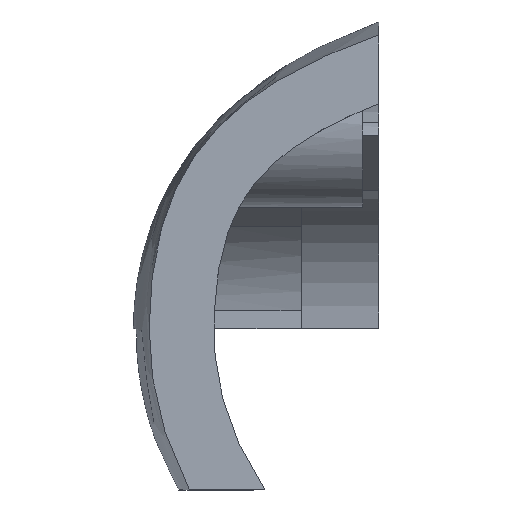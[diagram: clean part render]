
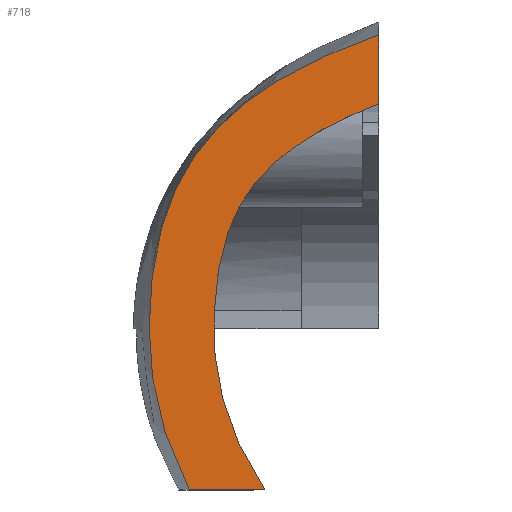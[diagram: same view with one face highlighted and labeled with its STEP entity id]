
A CAD part, top view. The second image highlights one B-rep face of the part: STEP entity #718.
In plain terms, the highlighted planar face has unit normal (0, 0, 1).
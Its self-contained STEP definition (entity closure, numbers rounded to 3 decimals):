
#59 = CARTESIAN_POINT ( 'NONE',  ( -1.26, -3.193, 119.8 ) ) ;
#108 = CARTESIAN_POINT ( 'NONE',  ( 12.7, 23.736, 119.8 ) ) ;
#145 = EDGE_CURVE ( 'NONE', #2825, #3727, #4874, .T. ) ;
#221 = CARTESIAN_POINT ( 'NONE',  ( 6.086, 10.3, 119.8 ) ) ;
#249 = CARTESIAN_POINT ( 'NONE',  ( 5.231, 9.415, 119.8 ) ) ;
#262 = ORIENTED_EDGE ( 'NONE', *, *, #3309, .F. ) ;
#283 = CARTESIAN_POINT ( 'NONE',  ( 3.161, -4.586, 119.8 ) ) ;
#340 = CARTESIAN_POINT ( 'NONE',  ( 2.925, -3.693, 119.8 ) ) ;
#419 = B_SPLINE_CURVE_WITH_KNOTS ( 'NONE', 3,
 ( #3413, #1305, #4638, #497, #2559, #59, #1734, #2168, #5071, #4255, #1331, #3007, #908, #2586, #4687, #2275, #5171, #1805, #2302, #2195, #1757, #3489, #3054, #4712, #959, #2638, #3518, #4390, #1040, #628, #3951, #1404, #5142, #3438, #3922, #1461 ),
 .UNSPECIFIED., .F., .F.,
 ( 4, 2, 2, 2, 2, 2, 2, 2, 2, 2, 2, 2, 2, 2, 2, 2, 2, 4 ),
 ( 0., 0.004, 0.007, 0.008, 0.009, 0.011, 0.013, 0.014, 0.015, 0.018, 0.02, 0.022, 0.024, 0.025, 0.026, 0.031, 0.033, 0.035 ),
 .UNSPECIFIED. ) ;
#497 = CARTESIAN_POINT ( 'NONE',  ( -0.893, -5.006, 119.8 ) ) ;
#574 = LINE ( 'NONE', #108, #4595 ) ;
#628 = CARTESIAN_POINT ( 'NONE',  ( 5.981, 15.291, 119.8 ) ) ;
#686 = CARTESIAN_POINT ( 'NONE',  ( 2.511, 1.148, 119.8 ) ) ;
#718 = ADVANCED_FACE ( 'NONE', ( #5328 ), #4522, .T. ) ;
#781 = CARTESIAN_POINT ( 'NONE',  ( 2.492, -0.074, 119.8 ) ) ;
#908 = CARTESIAN_POINT ( 'NONE',  ( -1.436, 2.338, 119.8 ) ) ;
#959 = CARTESIAN_POINT ( 'NONE',  ( 2.566, 12.456, 119.8 ) ) ;
#976 = ORIENTED_EDGE ( 'NONE', *, *, #145, .T. ) ;
#1040 = CARTESIAN_POINT ( 'NONE',  ( 4.498, 14.191, 119.8 ) ) ;
#1043 = CARTESIAN_POINT ( 'NONE',  ( 3.751, 7.105, 119.8 ) ) ;
#1071 = CARTESIAN_POINT ( 'NONE',  ( 7.264, 11.276, 119.8 ) ) ;
#1193 = CARTESIAN_POINT ( 'NONE',  ( 4.965, -8.784, 119.8 ) ) ;
#1305 = CARTESIAN_POINT ( 'NONE',  ( 0.285, -8.487, 119.8 ) ) ;
#1321 = ORIENTED_EDGE ( 'NONE', *, *, #2330, .T. ) ;
#1331 = CARTESIAN_POINT ( 'NONE',  ( -1.519, 0.129, 119.8 ) ) ;
#1404 = CARTESIAN_POINT ( 'NONE',  ( 9.255, 16.987, 119.8 ) ) ;
#1435 = CARTESIAN_POINT ( 'NONE',  ( 2.962, 4.783, 119.8 ) ) ;
#1446 = DIRECTION ( 'NONE',  ( 1., 0., 0. ) ) ;
#1461 = CARTESIAN_POINT ( 'NONE',  ( 12.7, 18.355, 119.8 ) ) ;
#1519 = CARTESIAN_POINT ( 'NONE',  ( 6.775, 10.906, 119.8 ) ) ;
#1580 = CARTESIAN_POINT ( 'NONE',  ( 3.437, -5.465, 119.8 ) ) ;
#1606 = CARTESIAN_POINT ( 'NONE',  ( 2.597, -1.894, 119.8 ) ) ;
#1612 = DIRECTION ( 'NONE',  ( 1., 0., 0. ) ) ;
#1734 = CARTESIAN_POINT ( 'NONE',  ( -1.316, -2.824, 119.8 ) ) ;
#1757 = CARTESIAN_POINT ( 'NONE',  ( 0.104, 8.784, 119.8 ) ) ;
#1805 = CARTESIAN_POINT ( 'NONE',  ( -0.863, 5.998, 119.8 ) ) ;
#1891 = CARTESIAN_POINT ( 'NONE',  ( 4.314, 8.187, 119.8 ) ) ;
#1918 = CARTESIAN_POINT ( 'NONE',  ( 11.555, 13.642, 119.8 ) ) ;
#2168 = CARTESIAN_POINT ( 'NONE',  ( -1.407, -2.085, 119.8 ) ) ;
#2195 = CARTESIAN_POINT ( 'NONE',  ( -0.187, 8.104, 119.8 ) ) ;
#2250 = CARTESIAN_POINT ( 'NONE',  ( 3.883, 7.38, 119.8 ) ) ;
#2275 = CARTESIAN_POINT ( 'NONE',  ( -1.158, 4.542, 119.8 ) ) ;
#2302 = CARTESIAN_POINT ( 'NONE',  ( -0.67, 6.711, 119.8 ) ) ;
#2330 = EDGE_CURVE ( 'NONE', #4630, #2825, #4750, .T. ) ;
#2370 = CARTESIAN_POINT ( 'NONE',  ( 3.651, -6.037, 119.8 ) ) ;
#2430 = CARTESIAN_POINT ( 'NONE',  ( 4.374, -7.716, 119.8 ) ) ;
#2482 = CARTESIAN_POINT ( 'NONE',  ( 0.979, -9.806, 119.8 ) ) ;
#2559 = CARTESIAN_POINT ( 'NONE',  ( -1.063, -4.289, 119.8 ) ) ;
#2576 = VERTEX_POINT ( 'NONE', #2734 ) ;
#2586 = CARTESIAN_POINT ( 'NONE',  ( -1.319, 3.44, 119.8 ) ) ;
#2638 = CARTESIAN_POINT ( 'NONE',  ( 3.362, 13.23, 119.8 ) ) ;
#2661 = DIRECTION ( 'NONE',  ( 0., -1., 0. ) ) ;
#2696 = CARTESIAN_POINT ( 'NONE',  ( 5.864, 10.089, 119.8 ) ) ;
#2724 = CARTESIAN_POINT ( 'NONE',  ( 3.111, 5.374, 119.8 ) ) ;
#2734 = CARTESIAN_POINT ( 'NONE',  ( 12.7, 18.355, 119.8 ) ) ;
#2781 = CARTESIAN_POINT ( 'NONE',  ( 2.494, 0.231, 119.8 ) ) ;
#2825 = VERTEX_POINT ( 'NONE', #4585 ) ;
#2875 = CARTESIAN_POINT ( 'NONE',  ( 2.523, -0.986, 119.8 ) ) ;
#3007 = CARTESIAN_POINT ( 'NONE',  ( -1.481, 1.602, 119.8 ) ) ;
#3054 = CARTESIAN_POINT ( 'NONE',  ( 1.195, 10.732, 119.8 ) ) ;
#3113 = CARTESIAN_POINT ( 'NONE',  ( 12.7, 14.088, 119.8 ) ) ;
#3174 = EDGE_CURVE ( 'NONE', #4630, #2576, #419, .T. ) ;
#3263 = DIRECTION ( 'NONE',  ( 0., 0., 1. ) ) ;
#3309 = EDGE_CURVE ( 'NONE', #2576, #3727, #574, .T. ) ;
#3413 = CARTESIAN_POINT ( 'NONE',  ( 0.979, -9.806, 119.8 ) ) ;
#3438 = CARTESIAN_POINT ( 'NONE',  ( 11.307, 17.846, 119.8 ) ) ;
#3489 = CARTESIAN_POINT ( 'NONE',  ( 0.799, 10.106, 119.8 ) ) ;
#3518 = CARTESIAN_POINT ( 'NONE',  ( 3.639, 13.481, 119.8 ) ) ;
#3521 = CARTESIAN_POINT ( 'NONE',  ( 8.288, 11.963, 119.8 ) ) ;
#3576 = CARTESIAN_POINT ( 'NONE',  ( 5.437, 9.647, 119.8 ) ) ;
#3696 = CARTESIAN_POINT ( 'NONE',  ( 2.857, -3.394, 119.8 ) ) ;
#3727 = VERTEX_POINT ( 'NONE', #3979 ) ;
#3813 = ORIENTED_EDGE ( 'NONE', *, *, #3174, .F. ) ;
#3922 = CARTESIAN_POINT ( 'NONE',  ( 12.001, 18.108, 119.8 ) ) ;
#3951 = CARTESIAN_POINT ( 'NONE',  ( 7.259, 16.022, 119.8 ) ) ;
#3953 = CARTESIAN_POINT ( 'NONE',  ( 2.733, 3.587, 119.8 ) ) ;
#3979 = CARTESIAN_POINT ( 'NONE',  ( 12.7, 14.088, 119.8 ) ) ;
#4033 = CARTESIAN_POINT ( 'NONE',  ( 4.651, 8.696, 119.8 ) ) ;
#4099 = CARTESIAN_POINT ( 'NONE',  ( 3.077, -4.288, 119.8 ) ) ;
#4255 = CARTESIAN_POINT ( 'NONE',  ( -1.516, -0.608, 119.8 ) ) ;
#4332 = CARTESIAN_POINT ( 'NONE',  ( 3.401, 6.249, 119.8 ) ) ;
#4338 = AXIS2_PLACEMENT_3D ( 'NONE', #4949, #3263, #1612 ) ;
#4364 = CARTESIAN_POINT ( 'NONE',  ( 2.541, 1.763, 119.8 ) ) ;
#4390 = CARTESIAN_POINT ( 'NONE',  ( 4.207, 13.961, 119.8 ) ) ;
#4393 = CARTESIAN_POINT ( 'NONE',  ( 8.817, 12.276, 119.8 ) ) ;
#4522 = PLANE ( 'NONE',  #4338 ) ;
#4541 = CARTESIAN_POINT ( 'NONE',  ( 2.507, -0.683, 119.8 ) ) ;
#4585 = CARTESIAN_POINT ( 'NONE',  ( 5.652, -9.806, 119.8 ) ) ;
#4595 = VECTOR ( 'NONE', #2661, 1000. ) ;
#4630 = VERTEX_POINT ( 'NONE', #2482 ) ;
#4638 = CARTESIAN_POINT ( 'NONE',  ( -0.274, -7.123, 119.8 ) ) ;
#4687 = CARTESIAN_POINT ( 'NONE',  ( -1.272, 3.808, 119.8 ) ) ;
#4712 = CARTESIAN_POINT ( 'NONE',  ( 2.079, 11.906, 119.8 ) ) ;
#4750 = LINE ( 'NONE', #5212, #5040 ) ;
#4797 = CARTESIAN_POINT ( 'NONE',  ( 10.434, 13.148, 119.8 ) ) ;
#4874 = B_SPLINE_CURVE_WITH_KNOTS ( 'NONE', 3,
 ( #5265, #1193, #2430, #2370, #1580, #283, #4099, #340, #3696, #4943, #1606, #2875, #4541, #781, #2781, #686, #4364, #5174, #3953, #1435, #2724, #4332, #5146, #1043, #2250, #1891, #4033, #249, #3576, #2696, #221, #1519, #1071, #3521, #4393, #4797, #1918, #3113 ),
 .UNSPECIFIED., .F., .F.,
 ( 4, 2, 2, 2, 2, 2, 2, 2, 2, 2, 2, 2, 2, 2, 2, 2, 2, 2, 4 ),
 ( 0., 0.004, 0.005, 0.006, 0.007, 0.009, 0.01, 0.011, 0.013, 0.015, 0.016, 0.017, 0.018, 0.02, 0.021, 0.022, 0.024, 0.026, 0.029 ),
 .UNSPECIFIED. ) ;
#4892 = EDGE_LOOP ( 'NONE', ( #262, #3813, #1321, #976 ) ) ;
#4943 = CARTESIAN_POINT ( 'NONE',  ( 2.68, -2.496, 119.8 ) ) ;
#4949 = CARTESIAN_POINT ( 'NONE',  ( -12.357, -24.035, 119.8 ) ) ;
#5040 = VECTOR ( 'NONE', #1446, 1000. ) ;
#5071 = CARTESIAN_POINT ( 'NONE',  ( -1.442, -1.715, 119.8 ) ) ;
#5142 = CARTESIAN_POINT ( 'NONE',  ( 9.935, 17.286, 119.8 ) ) ;
#5146 = CARTESIAN_POINT ( 'NONE',  ( 3.51, 6.539, 119.8 ) ) ;
#5171 = CARTESIAN_POINT ( 'NONE',  ( -1.092, 4.909, 119.8 ) ) ;
#5174 = CARTESIAN_POINT ( 'NONE',  ( 2.653, 2.982, 119.8 ) ) ;
#5212 = CARTESIAN_POINT ( 'NONE',  ( -12.357, -9.806, 119.8 ) ) ;
#5265 = CARTESIAN_POINT ( 'NONE',  ( 5.652, -9.806, 119.8 ) ) ;
#5328 = FACE_OUTER_BOUND ( 'NONE', #4892, .T. ) ;
